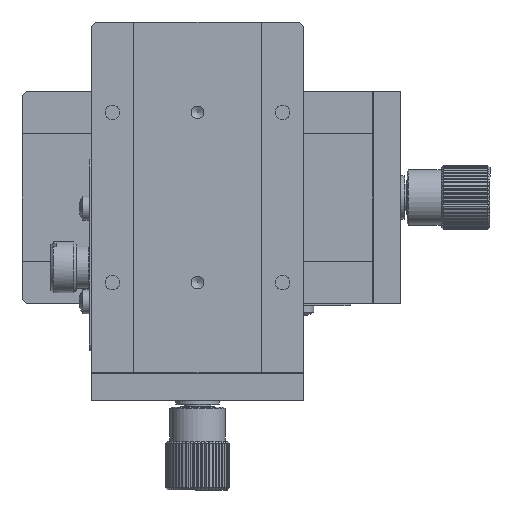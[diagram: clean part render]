
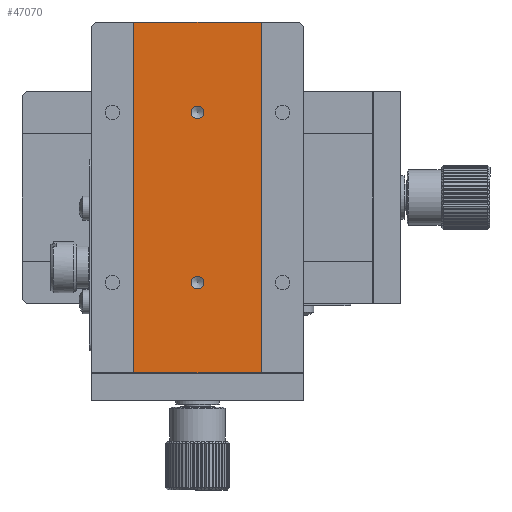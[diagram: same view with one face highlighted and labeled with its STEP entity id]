
A CAD part, front view. The second image highlights one B-rep face of the part: STEP entity #47070.
In plain terms, the highlighted planar face has unit normal (0, -1, 0).
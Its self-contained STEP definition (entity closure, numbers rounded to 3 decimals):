
#679 = VECTOR ( 'NONE', #3935, 1000. ) ;
#1118 = EDGE_CURVE ( 'NONE', #31027, #31027, #18372, .T. ) ;
#1715 = EDGE_LOOP ( 'NONE', ( #10561 ) ) ;
#1993 = VECTOR ( 'NONE', #15219, 1000. ) ;
#2837 = LINE ( 'NONE', #6366, #10053 ) ;
#2854 = CARTESIAN_POINT ( 'NONE',  ( 48.771, 58.036, 68.518 ) ) ;
#3897 = VECTOR ( 'NONE', #33240, 1000. ) ;
#3935 = DIRECTION ( 'NONE',  ( 1., 0., 0. ) ) ;
#5556 = CARTESIAN_POINT ( 'NONE',  ( 63.771, 58.036, 89.768 ) ) ;
#6084 = ORIENTED_EDGE ( 'NONE', *, *, #23310, .T. ) ;
#6366 = CARTESIAN_POINT ( 'NONE',  ( 33.771, 58.036, 7.268 ) ) ;
#6742 = DIRECTION ( 'NONE',  ( 0., 1., 0. ) ) ;
#8141 = EDGE_CURVE ( 'NONE', #18907, #26460, #2837, .T. ) ;
#8669 = CARTESIAN_POINT ( 'NONE',  ( 63.771, 58.036, 7.268 ) ) ;
#9132 = CARTESIAN_POINT ( 'NONE',  ( 33.771, 58.036, 89.768 ) ) ;
#9327 = ORIENTED_EDGE ( 'NONE', *, *, #1118, .F. ) ;
#10053 = VECTOR ( 'NONE', #44154, 1000. ) ;
#10086 = EDGE_CURVE ( 'NONE', #18907, #49165, #24450, .T. ) ;
#10561 = ORIENTED_EDGE ( 'NONE', *, *, #43491, .F. ) ;
#12269 = DIRECTION ( 'NONE',  ( 0., 0., -1. ) ) ;
#13020 = CARTESIAN_POINT ( 'NONE',  ( 48.771, 58.036, 27.018 ) ) ;
#13309 = AXIS2_PLACEMENT_3D ( 'NONE', #31035, #6742, #42946 ) ;
#15219 = DIRECTION ( 'NONE',  ( -1., 0., 0. ) ) ;
#16856 = VERTEX_POINT ( 'NONE', #5556 ) ;
#17445 = ORIENTED_EDGE ( 'NONE', *, *, #41535, .F. ) ;
#18372 = CIRCLE ( 'NONE', #44206, 1.5 ) ;
#18907 = VERTEX_POINT ( 'NONE', #51576 ) ;
#19589 = CARTESIAN_POINT ( 'NONE',  ( 48.771, 58.036, 28.518 ) ) ;
#20842 = CARTESIAN_POINT ( 'NONE',  ( 63.771, 58.036, 7.268 ) ) ;
#22080 = EDGE_LOOP ( 'NONE', ( #9327 ) ) ;
#22968 = FACE_BOUND ( 'NONE', #22080, .T. ) ;
#23032 = CARTESIAN_POINT ( 'NONE',  ( 23.771, 58.036, 89.768 ) ) ;
#23310 = EDGE_CURVE ( 'NONE', #16856, #26460, #40019, .T. ) ;
#24450 = LINE ( 'NONE', #49325, #679 ) ;
#26460 = VERTEX_POINT ( 'NONE', #9132 ) ;
#26482 = FACE_OUTER_BOUND ( 'NONE', #48853, .T. ) ;
#28883 = AXIS2_PLACEMENT_3D ( 'NONE', #19589, #40350, #12269 ) ;
#31027 = VERTEX_POINT ( 'NONE', #47541 ) ;
#31035 = CARTESIAN_POINT ( 'NONE',  ( 33.771, 58.036, 7.268 ) ) ;
#33240 = DIRECTION ( 'NONE',  ( 0., 0., -1. ) ) ;
#34334 = VERTEX_POINT ( 'NONE', #13020 ) ;
#34885 = ORIENTED_EDGE ( 'NONE', *, *, #8141, .F. ) ;
#35911 = FACE_BOUND ( 'NONE', #1715, .T. ) ;
#40019 = LINE ( 'NONE', #23032, #1993 ) ;
#40078 = CIRCLE ( 'NONE', #28883, 1.5 ) ;
#40350 = DIRECTION ( 'NONE',  ( 0., -1., 0. ) ) ;
#41535 = EDGE_CURVE ( 'NONE', #16856, #49165, #52999, .T. ) ;
#42946 = DIRECTION ( 'NONE',  ( 0., 0., 1. ) ) ;
#43378 = DIRECTION ( 'NONE',  ( 0., 0., -1. ) ) ;
#43491 = EDGE_CURVE ( 'NONE', #34334, #34334, #40078, .T. ) ;
#44154 = DIRECTION ( 'NONE',  ( 0., 0., 1. ) ) ;
#44206 = AXIS2_PLACEMENT_3D ( 'NONE', #2854, #48262, #43378 ) ;
#44389 = ORIENTED_EDGE ( 'NONE', *, *, #10086, .T. ) ;
#47070 = ADVANCED_FACE ( 'NONE', ( #26482, #35911, #22968 ), #48093, .F. ) ;
#47541 = CARTESIAN_POINT ( 'NONE',  ( 48.771, 58.036, 67.018 ) ) ;
#48093 = PLANE ( 'NONE',  #13309 ) ;
#48262 = DIRECTION ( 'NONE',  ( 0., -1., 0. ) ) ;
#48853 = EDGE_LOOP ( 'NONE', ( #34885, #44389, #17445, #6084 ) ) ;
#49165 = VERTEX_POINT ( 'NONE', #20842 ) ;
#49325 = CARTESIAN_POINT ( 'NONE',  ( 23.771, 58.036, 7.268 ) ) ;
#51576 = CARTESIAN_POINT ( 'NONE',  ( 33.771, 58.036, 7.268 ) ) ;
#52999 = LINE ( 'NONE', #8669, #3897 ) ;
